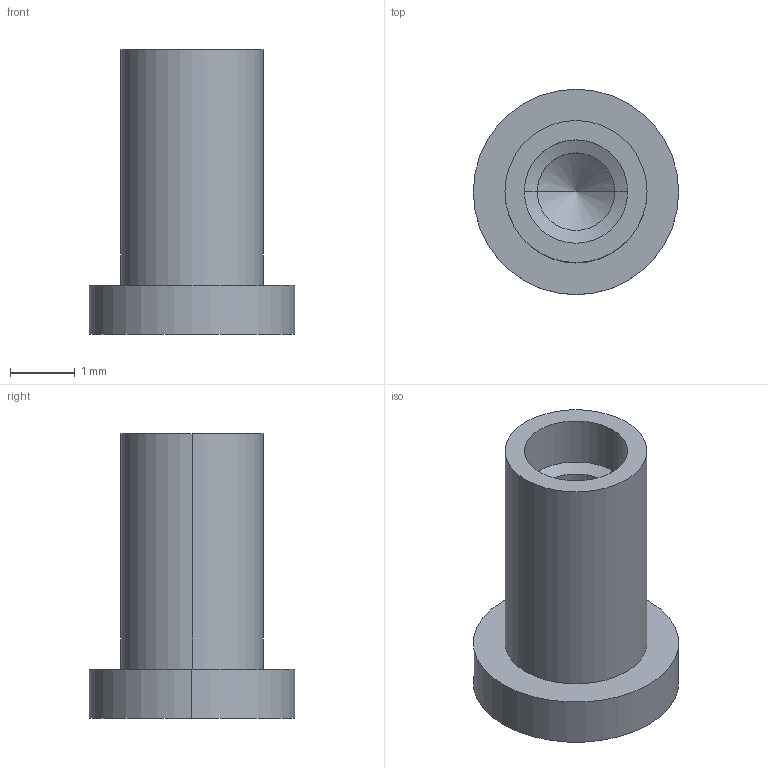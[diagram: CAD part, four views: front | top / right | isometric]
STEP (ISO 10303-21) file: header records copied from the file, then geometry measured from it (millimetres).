
FILE_DESCRIPTION (( 'STEP AP214' ), '1' );
FILE_NAME ('IF-PI-4.4-3.18.STEP', '2020-06-22T06:44:13', ( '' ), ( '' ), 'SwSTEP 2.0', 'SolidWorks 2020', '' );
FILE_SCHEMA (( 'AUTOMOTIVE_DESIGN' ));
Length unit declared in the file: millimetre
Products named in the file (1): IF-PI-4.4-3.18
Bounding box: 3.18 x 3.18 x 4.4 mm (x, y, z)
Volume: 15.7 mm3; surface area: 60.7 mm2
Topology: 1 solids, 1 shells, 15 faces, 30 edges, 17 vertices
Faces by surface type: cylinder 8, cone 4, plane 3
Entity records: 412 total; most frequent: DIRECTION 76, CARTESIAN_POINT 61, ORIENTED_EDGE 56, AXIS2_PLACEMENT_3D 32, EDGE_CURVE 28, EDGE_LOOP 17, VERTEX_POINT 17, CIRCLE 16
